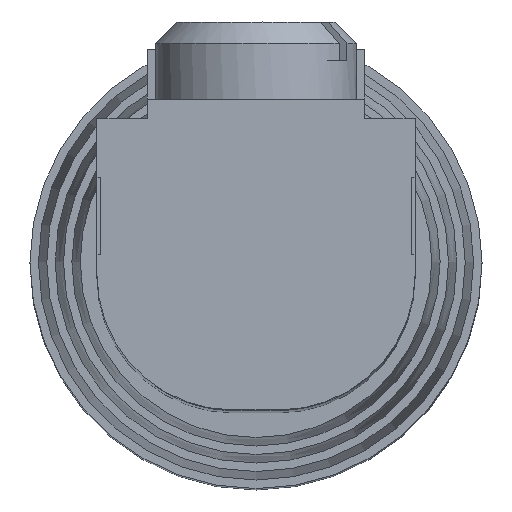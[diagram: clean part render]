
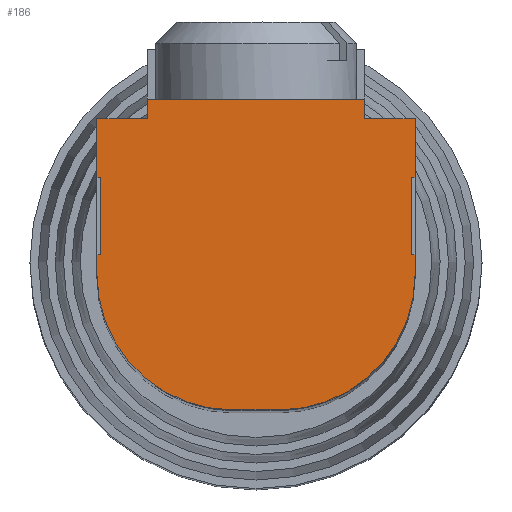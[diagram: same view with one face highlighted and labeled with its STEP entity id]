
A CAD part, top view. The second image highlights one B-rep face of the part: STEP entity #186.
In plain terms, the highlighted planar face has unit normal (0, 0, 1).
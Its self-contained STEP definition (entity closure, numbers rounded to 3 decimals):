
#186 = ADVANCED_FACE( '', ( #285 ), #286, .T. );
#285 = FACE_OUTER_BOUND( '', #470, .T. );
#286 = PLANE( '', #471 );
#470 = EDGE_LOOP( '', ( #747, #748, #749, #750, #751, #752, #753, #754, #755, #756, #757, #758, #759, #760, #761, #762, #763, #764 ) );
#471 = AXIS2_PLACEMENT_3D( '', #765, #766, #767 );
#747 = ORIENTED_EDGE( '', *, *, #1205, .F. );
#748 = ORIENTED_EDGE( '', *, *, #1206, .T. );
#749 = ORIENTED_EDGE( '', *, *, #1207, .T. );
#750 = ORIENTED_EDGE( '', *, *, #1208, .T. );
#751 = ORIENTED_EDGE( '', *, *, #1191, .T. );
#752 = ORIENTED_EDGE( '', *, *, #1209, .T. );
#753 = ORIENTED_EDGE( '', *, *, #1210, .T. );
#754 = ORIENTED_EDGE( '', *, *, #1211, .T. );
#755 = ORIENTED_EDGE( '', *, *, #1212, .F. );
#756 = ORIENTED_EDGE( '', *, *, #1213, .F. );
#757 = ORIENTED_EDGE( '', *, *, #1214, .F. );
#758 = ORIENTED_EDGE( '', *, *, #1215, .T. );
#759 = ORIENTED_EDGE( '', *, *, #1216, .T. );
#760 = ORIENTED_EDGE( '', *, *, #1217, .T. );
#761 = ORIENTED_EDGE( '', *, *, #1218, .T. );
#762 = ORIENTED_EDGE( '', *, *, #1219, .T. );
#763 = ORIENTED_EDGE( '', *, *, #1220, .F. );
#764 = ORIENTED_EDGE( '', *, *, #1221, .F. );
#765 = CARTESIAN_POINT( '', ( -0.3, -0.25, 0. ) );
#766 = DIRECTION( '', ( 0., 0., 1. ) );
#767 = DIRECTION( '', ( 1., 0., 0. ) );
#1191 = EDGE_CURVE( '', #1380, #1378, #1381, .T. );
#1205 = EDGE_CURVE( '', #1407, #1408, #1409, .T. );
#1206 = EDGE_CURVE( '', #1407, #1410, #1411, .T. );
#1207 = EDGE_CURVE( '', #1410, #1412, #1413, .T. );
#1208 = EDGE_CURVE( '', #1412, #1380, #1414, .T. );
#1209 = EDGE_CURVE( '', #1378, #1415, #1416, .T. );
#1210 = EDGE_CURVE( '', #1415, #1417, #1418, .T. );
#1211 = EDGE_CURVE( '', #1417, #1419, #1420, .T. );
#1212 = EDGE_CURVE( '', #1421, #1419, #1422, .T. );
#1213 = EDGE_CURVE( '', #1423, #1421, #1424, .T. );
#1214 = EDGE_CURVE( '', #1425, #1423, #1426, .T. );
#1215 = EDGE_CURVE( '', #1425, #1427, #1428, .T. );
#1216 = EDGE_CURVE( '', #1427, #1429, #1430, .T. );
#1217 = EDGE_CURVE( '', #1429, #1431, #1432, .T. );
#1218 = EDGE_CURVE( '', #1431, #1433, #1434, .T. );
#1219 = EDGE_CURVE( '', #1433, #1435, #1436, .T. );
#1220 = EDGE_CURVE( '', #1437, #1435, #1438, .T. );
#1221 = EDGE_CURVE( '', #1408, #1437, #1439, .T. );
#1378 = VERTEX_POINT( '', #1696 );
#1380 = VERTEX_POINT( '', #1699 );
#1381 = LINE( '', #1700, #1701 );
#1407 = VERTEX_POINT( '', #1736 );
#1408 = VERTEX_POINT( '', #1737 );
#1409 = LINE( '', #1738, #1739 );
#1410 = VERTEX_POINT( '', #1740 );
#1411 = LINE( '', #1741, #1742 );
#1412 = VERTEX_POINT( '', #1743 );
#1413 = LINE( '', #1744, #1745 );
#1414 = LINE( '', #1746, #1747 );
#1415 = VERTEX_POINT( '', #1748 );
#1416 = LINE( '', #1749, #1750 );
#1417 = VERTEX_POINT( '', #1751 );
#1418 = LINE( '', #1752, #1753 );
#1419 = VERTEX_POINT( '', #1754 );
#1420 = LINE( '', #1755, #1756 );
#1421 = VERTEX_POINT( '', #1757 );
#1422 = LINE( '', #1758, #1759 );
#1423 = VERTEX_POINT( '', #1760 );
#1424 = LINE( '', #1761, #1762 );
#1425 = VERTEX_POINT( '', #1763 );
#1426 = LINE( '', #1764, #1765 );
#1427 = VERTEX_POINT( '', #1766 );
#1428 = LINE( '', #1767, #1768 );
#1429 = VERTEX_POINT( '', #1769 );
#1430 = CIRCLE( '', #1770, 1.75 );
#1431 = VERTEX_POINT( '', #1771 );
#1432 = LINE( '', #1772, #1773 );
#1433 = VERTEX_POINT( '', #1774 );
#1434 = CIRCLE( '', #1775, 1.75 );
#1435 = VERTEX_POINT( '', #1776 );
#1436 = LINE( '', #1777, #1778 );
#1437 = VERTEX_POINT( '', #1779 );
#1438 = LINE( '', #1780, #1781 );
#1439 = LINE( '', #1782, #1783 );
#1696 = CARTESIAN_POINT( '', ( -1.4, 2., 0. ) );
#1699 = CARTESIAN_POINT( '', ( 1.4, 2., 0. ) );
#1700 = CARTESIAN_POINT( '', ( -0.3, 2., 0. ) );
#1701 = VECTOR( '', #2043, 1000. );
#1736 = CARTESIAN_POINT( '', ( 2.05, 1., 0. ) );
#1737 = CARTESIAN_POINT( '', ( 2., 1., 0. ) );
#1738 = CARTESIAN_POINT( '', ( 3.5, 1., 0. ) );
#1739 = VECTOR( '', #2065, 1000. );
#1740 = CARTESIAN_POINT( '', ( 2.05, 1.75, 0. ) );
#1741 = CARTESIAN_POINT( '', ( 2.05, -0.25, 0. ) );
#1742 = VECTOR( '', #2066, 1000. );
#1743 = CARTESIAN_POINT( '', ( 1.4, 1.75, 0. ) );
#1744 = CARTESIAN_POINT( '', ( 2.05, 1.75, 0. ) );
#1745 = VECTOR( '', #2067, 1000. );
#1746 = CARTESIAN_POINT( '', ( 1.4, 1.75, 0. ) );
#1747 = VECTOR( '', #2068, 1000. );
#1748 = CARTESIAN_POINT( '', ( -1.4, 1.75, 0. ) );
#1749 = CARTESIAN_POINT( '', ( -1.4, 2.65, 0. ) );
#1750 = VECTOR( '', #2069, 1000. );
#1751 = CARTESIAN_POINT( '', ( -2.05, 1.75, 0. ) );
#1752 = CARTESIAN_POINT( '', ( -1.4, 1.75, 0. ) );
#1753 = VECTOR( '', #2070, 1000. );
#1754 = CARTESIAN_POINT( '', ( -2.05, 1., 0. ) );
#1755 = CARTESIAN_POINT( '', ( -2.05, 1.75, 0. ) );
#1756 = VECTOR( '', #2071, 1000. );
#1757 = CARTESIAN_POINT( '', ( -2., 1., 0. ) );
#1758 = CARTESIAN_POINT( '', ( -2., 1., 0. ) );
#1759 = VECTOR( '', #2072, 1000. );
#1760 = CARTESIAN_POINT( '', ( -2., 0., 0. ) );
#1761 = CARTESIAN_POINT( '', ( -2., 0., 0. ) );
#1762 = VECTOR( '', #2073, 1000. );
#1763 = CARTESIAN_POINT( '', ( -2.05, 0., 0. ) );
#1764 = CARTESIAN_POINT( '', ( -2.5, 0., 0. ) );
#1765 = VECTOR( '', #2074, 1000. );
#1766 = CARTESIAN_POINT( '', ( -2.05, -0.25, 0. ) );
#1767 = CARTESIAN_POINT( '', ( -2.05, 1.75, 0. ) );
#1768 = VECTOR( '', #2075, 1000. );
#1769 = CARTESIAN_POINT( '', ( -0.3, -2., 0. ) );
#1770 = AXIS2_PLACEMENT_3D( '', #2076, #2077, #2078 );
#1771 = CARTESIAN_POINT( '', ( 0.3, -2., 0. ) );
#1772 = CARTESIAN_POINT( '', ( -0.3, -2., 0. ) );
#1773 = VECTOR( '', #2079, 1000. );
#1774 = CARTESIAN_POINT( '', ( 2.05, -0.25, 0. ) );
#1775 = AXIS2_PLACEMENT_3D( '', #2080, #2081, #2082 );
#1776 = CARTESIAN_POINT( '', ( 2.05, 0., 0. ) );
#1777 = CARTESIAN_POINT( '', ( 2.05, -0.25, 0. ) );
#1778 = VECTOR( '', #2083, 1000. );
#1779 = CARTESIAN_POINT( '', ( 2., 0., 0. ) );
#1780 = CARTESIAN_POINT( '', ( 2., 0., 0. ) );
#1781 = VECTOR( '', #2084, 1000. );
#1782 = CARTESIAN_POINT( '', ( 2., 1., 0. ) );
#1783 = VECTOR( '', #2085, 1000. );
#2043 = DIRECTION( '', ( -1., 0., 0. ) );
#2065 = DIRECTION( '', ( -1., 0., 0. ) );
#2066 = DIRECTION( '', ( 0., 1., 0. ) );
#2067 = DIRECTION( '', ( -1., 0., 0. ) );
#2068 = DIRECTION( '', ( 0., 1., 0. ) );
#2069 = DIRECTION( '', ( 0., -1., 0. ) );
#2070 = DIRECTION( '', ( -1., 0., 0. ) );
#2071 = DIRECTION( '', ( 0., -1., 0. ) );
#2072 = DIRECTION( '', ( -1., 0., 0. ) );
#2073 = DIRECTION( '', ( 0., 1., 0. ) );
#2074 = DIRECTION( '', ( 1., 0., 0. ) );
#2075 = DIRECTION( '', ( 0., -1., 0. ) );
#2076 = CARTESIAN_POINT( '', ( -0.3, -0.25, 0. ) );
#2077 = DIRECTION( '', ( 0., 0., 1. ) );
#2078 = DIRECTION( '', ( 1., 0., 0. ) );
#2079 = DIRECTION( '', ( 1., 0., 0. ) );
#2080 = CARTESIAN_POINT( '', ( 0.3, -0.25, 0. ) );
#2081 = DIRECTION( '', ( 0., 0., 1. ) );
#2082 = DIRECTION( '', ( 1., 0., 0. ) );
#2083 = DIRECTION( '', ( 0., 1., 0. ) );
#2084 = DIRECTION( '', ( 1., 0., 0. ) );
#2085 = DIRECTION( '', ( 0., -1., 0. ) );
